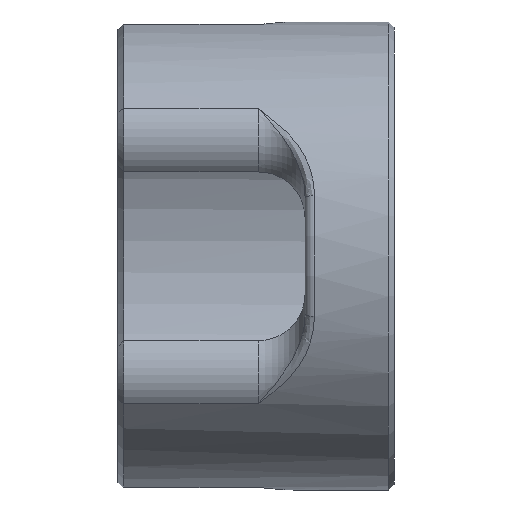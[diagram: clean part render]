
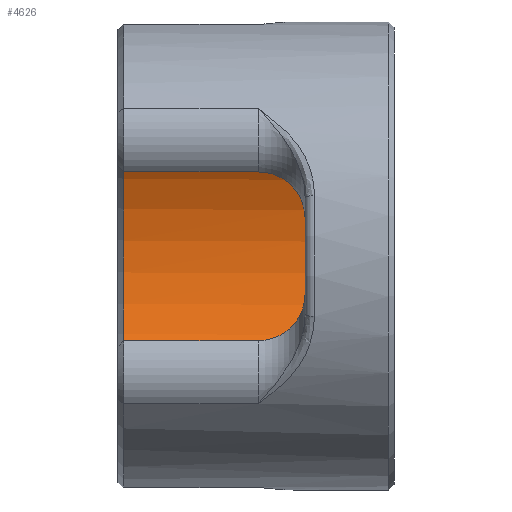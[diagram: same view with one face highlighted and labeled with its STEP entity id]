
A CAD part, left-side view. The second image highlights one B-rep face of the part: STEP entity #4626.
In plain terms, the highlighted cylindrical face has radius 20.5 mm (diameter 41 mm), a partial arc.
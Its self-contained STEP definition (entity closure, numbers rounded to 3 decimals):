
#215 = EDGE_CURVE ( 'NONE', #1165, #2374, #4592, .T. ) ;
#317 = CARTESIAN_POINT ( 'NONE',  ( 16.693, 11.902, -11.901 ) ) ;
#318 = CARTESIAN_POINT ( 'NONE',  ( 17.135, 13.968, 11.254 ) ) ;
#360 = DIRECTION ( 'NONE',  ( 0., 0., 1. ) ) ;
#367 = DIRECTION ( 'NONE',  ( 0., -1., 0. ) ) ;
#417 = CARTESIAN_POINT ( 'NONE',  ( 16.96, 12.685, 11.515 ) ) ;
#632 = AXIS2_PLACEMENT_3D ( 'NONE', #6418, #2939, #5361 ) ;
#749 = ORIENTED_EDGE ( 'NONE', *, *, #5402, .T. ) ;
#755 = CARTESIAN_POINT ( 'NONE',  ( 17.077, 14.5, -11.341 ) ) ;
#770 = CARTESIAN_POINT ( 'NONE',  ( 17.019, 13.42, -11.428 ) ) ;
#840 = CARTESIAN_POINT ( 'NONE',  ( 15.554, 9.971, -13.356 ) ) ;
#842 = CARTESIAN_POINT ( 'NONE',  ( 17.135, 14.5, 11.254 ) ) ;
#903 = CARTESIAN_POINT ( 'NONE',  ( 15.729, 10.011, 13.149 ) ) ;
#978 = VERTEX_POINT ( 'NONE', #4315 ) ;
#998 = EDGE_CURVE ( 'NONE', #978, #3662, #1923, .T. ) ;
#1165 = VERTEX_POINT ( 'NONE', #5541 ) ;
#1201 = AXIS2_PLACEMENT_3D ( 'NONE', #3322, #4458, #360 ) ;
#1262 = CARTESIAN_POINT ( 'NONE',  ( 17.077, 14.5, -11.341 ) ) ;
#1368 = CARTESIAN_POINT ( 'NONE',  ( 17.135, 29.5, 11.254 ) ) ;
#1369 = CARTESIAN_POINT ( 'NONE',  ( 15.085, 9.596, -13.883 ) ) ;
#1371 = CARTESIAN_POINT ( 'NONE',  ( 15.128, 9.5, 13.835 ) ) ;
#1700 = ORIENTED_EDGE ( 'NONE', *, *, #3241, .T. ) ;
#1727 = ORIENTED_EDGE ( 'NONE', *, *, #998, .T. ) ;
#1735 = VERTEX_POINT ( 'NONE', #2299 ) ;
#1795 = CARTESIAN_POINT ( 'NONE',  ( 17.092, 13.444, 11.32 ) ) ;
#1864 = CARTESIAN_POINT ( 'NONE',  ( 16.441, 11.081, 12.247 ) ) ;
#1896 = CARTESIAN_POINT ( 'NONE',  ( 15.248, 9.71, -13.705 ) ) ;
#1923 = B_SPLINE_CURVE_WITH_KNOTS ( 'NONE', 3,
 ( #1371, #3314, #5445, #903, #2822, #4939, #2396, #1864, #2359, #3917, #5380, #5347, #2857, #417, #4836, #1795, #318, #842 ),
 .UNSPECIFIED., .F., .F.,
 ( 4, 2, 2, 2, 2, 2, 2, 2, 4 ),
 ( 0., 0.125, 0.25, 0.375, 0.5, 0.625, 0.688, 0.75, 1. ),
 .UNSPECIFIED. ) ;
#2205 = CIRCLE ( 'NONE', #632, 20.5 ) ;
#2299 = CARTESIAN_POINT ( 'NONE',  ( 17.135, 28.9, 11.254 ) ) ;
#2358 = CARTESIAN_POINT ( 'NONE',  ( 16.984, 13.156, -11.48 ) ) ;
#2359 = CARTESIAN_POINT ( 'NONE',  ( 16.537, 11.291, 12.116 ) ) ;
#2374 = VERTEX_POINT ( 'NONE', #755 ) ;
#2396 = CARTESIAN_POINT ( 'NONE',  ( 16.228, 10.686, 12.527 ) ) ;
#2441 = FACE_OUTER_BOUND ( 'NONE', #3354, .T. ) ;
#2519 = CARTESIAN_POINT ( 'NONE',  ( 17.135, 14.5, 11.254 ) ) ;
#2687 = EDGE_CURVE ( 'NONE', #6459, #978, #4686, .T. ) ;
#2767 = ORIENTED_EDGE ( 'NONE', *, *, #4556, .T. ) ;
#2808 = ORIENTED_EDGE ( 'NONE', *, *, #215, .T. ) ;
#2822 = CARTESIAN_POINT ( 'NONE',  ( 15.864, 10.167, 12.985 ) ) ;
#2856 = CARTESIAN_POINT ( 'NONE',  ( 16.612, 11.67, -12.013 ) ) ;
#2857 = CARTESIAN_POINT ( 'NONE',  ( 16.906, 12.437, 11.594 ) ) ;
#2869 = CARTESIAN_POINT ( 'NONE',  ( 0., 29.5, 0. ) ) ;
#2939 = DIRECTION ( 'NONE',  ( 0., 1., 0. ) ) ;
#3241 = EDGE_CURVE ( 'NONE', #2374, #6459, #3920, .T. ) ;
#3310 = LINE ( 'NONE', #1368, #3400 ) ;
#3314 = CARTESIAN_POINT ( 'NONE',  ( 15.288, 9.607, 13.66 ) ) ;
#3322 = CARTESIAN_POINT ( 'NONE',  ( 0., 9.5, 0. ) ) ;
#3352 = CARTESIAN_POINT ( 'NONE',  ( 16.831, 12.383, -11.704 ) ) ;
#3354 = EDGE_LOOP ( 'NONE', ( #2808, #1700, #5021, #1727, #749, #2767 ) ) ;
#3386 = CARTESIAN_POINT ( 'NONE',  ( 15.701, 10.121, -13.182 ) ) ;
#3400 = VECTOR ( 'NONE', #5974, 1000. ) ;
#3453 = VECTOR ( 'NONE', #4198, 1000. ) ;
#3662 = VERTEX_POINT ( 'NONE', #2519 ) ;
#3916 = CARTESIAN_POINT ( 'NONE',  ( 17.066, 13.954, -11.359 ) ) ;
#3917 = CARTESIAN_POINT ( 'NONE',  ( 16.707, 11.73, 11.881 ) ) ;
#3920 = B_SPLINE_CURVE_WITH_KNOTS ( 'NONE', 3,
 ( #1262, #5907, #3916, #770, #2358, #6299, #3352, #317, #2856, #6438, #5379, #5444, #4383, #3386, #840, #1896, #1369, #5941 ),
 .UNSPECIFIED., .F., .F.,
 ( 4, 2, 2, 2, 2, 2, 2, 2, 4 ),
 ( 0., 0.125, 0.25, 0.375, 0.5, 0.625, 0.75, 0.875, 1. ),
 .UNSPECIFIED. ) ;
#4130 = CARTESIAN_POINT ( 'NONE',  ( 17.077, 29.5, -11.341 ) ) ;
#4198 = DIRECTION ( 'NONE',  ( 0., -1., 0. ) ) ;
#4315 = CARTESIAN_POINT ( 'NONE',  ( 15.128, 9.5, 13.835 ) ) ;
#4383 = CARTESIAN_POINT ( 'NONE',  ( 15.971, 10.451, -12.854 ) ) ;
#4458 = DIRECTION ( 'NONE',  ( 0., -1., 0. ) ) ;
#4556 = EDGE_CURVE ( 'NONE', #1735, #1165, #2205, .T. ) ;
#4592 = LINE ( 'NONE', #4130, #3453 ) ;
#4626 = ADVANCED_FACE ( 'NONE', ( #2441 ), #5427, .F. ) ;
#4686 = CIRCLE ( 'NONE', #1201, 20.5 ) ;
#4836 = CARTESIAN_POINT ( 'NONE',  ( 16.985, 12.811, 11.479 ) ) ;
#4939 = CARTESIAN_POINT ( 'NONE',  ( 16.114, 10.505, 12.674 ) ) ;
#5021 = ORIENTED_EDGE ( 'NONE', *, *, #2687, .T. ) ;
#5347 = CARTESIAN_POINT ( 'NONE',  ( 16.877, 12.316, 11.637 ) ) ;
#5361 = DIRECTION ( 'NONE',  ( 0., 0., -1. ) ) ;
#5379 = CARTESIAN_POINT ( 'NONE',  ( 16.322, 11.017, -12.405 ) ) ;
#5380 = CARTESIAN_POINT ( 'NONE',  ( 16.781, 11.958, 11.776 ) ) ;
#5402 = EDGE_CURVE ( 'NONE', #3662, #1735, #3310, .T. ) ;
#5427 = CYLINDRICAL_SURFACE ( 'NONE', #6033, 20.5 ) ;
#5444 = CARTESIAN_POINT ( 'NONE',  ( 16.095, 10.63, -12.698 ) ) ;
#5445 = CARTESIAN_POINT ( 'NONE',  ( 15.439, 9.73, 13.488 ) ) ;
#5481 = CARTESIAN_POINT ( 'NONE',  ( 14.915, 9.5, -14.064 ) ) ;
#5541 = CARTESIAN_POINT ( 'NONE',  ( 17.077, 28.9, -11.341 ) ) ;
#5907 = CARTESIAN_POINT ( 'NONE',  ( 17.077, 14.227, -11.341 ) ) ;
#5941 = CARTESIAN_POINT ( 'NONE',  ( 14.915, 9.5, -14.064 ) ) ;
#5974 = DIRECTION ( 'NONE',  ( 0., 1., 0. ) ) ;
#5988 = DIRECTION ( 'NONE',  ( 0., 0., -1. ) ) ;
#6033 = AXIS2_PLACEMENT_3D ( 'NONE', #2869, #367, #5988 ) ;
#6299 = CARTESIAN_POINT ( 'NONE',  ( 16.89, 12.637, -11.618 ) ) ;
#6418 = CARTESIAN_POINT ( 'NONE',  ( 0., 28.9, 0. ) ) ;
#6438 = CARTESIAN_POINT ( 'NONE',  ( 16.427, 11.227, -12.265 ) ) ;
#6459 = VERTEX_POINT ( 'NONE', #5481 ) ;
